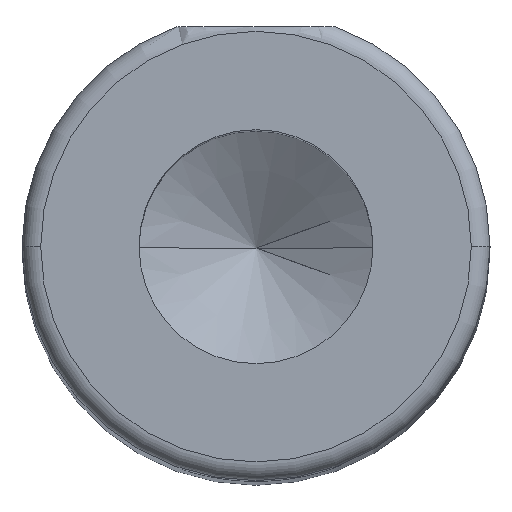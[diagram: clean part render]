
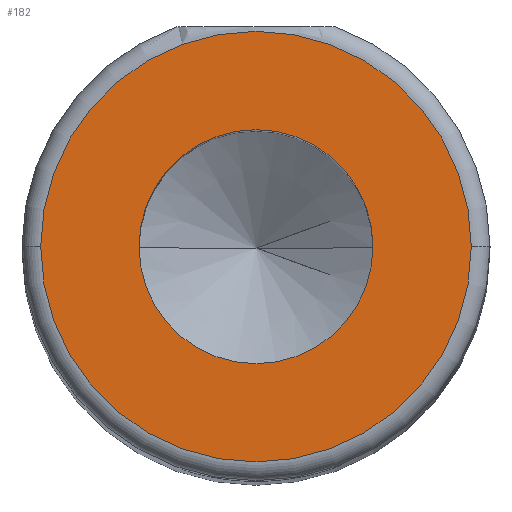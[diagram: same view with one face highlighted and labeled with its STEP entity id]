
A CAD part, top view. The second image highlights one B-rep face of the part: STEP entity #182.
In plain terms, the highlighted planar face has unit normal (0, 0, 1).
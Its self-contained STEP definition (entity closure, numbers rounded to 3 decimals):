
#13 = DIRECTION ( 'NONE',  ( 0., 0., 1. ) ) ;
#36 = VERTEX_POINT ( 'NONE', #448 ) ;
#62 = EDGE_CURVE ( 'NONE', #162, #92, #236, .T. ) ;
#92 = VERTEX_POINT ( 'NONE', #925 ) ;
#103 = DIRECTION ( 'NONE',  ( 0., 0., 1. ) ) ;
#108 = EDGE_CURVE ( 'NONE', #36, #1217, #245, .T. ) ;
#132 = ORIENTED_EDGE ( 'NONE', *, *, #939, .F. ) ;
#156 = DIRECTION ( 'NONE',  ( 0., 0., 1. ) ) ;
#162 = VERTEX_POINT ( 'NONE', #396 ) ;
#182 = ADVANCED_FACE ( 'NONE', ( #1192, #660 ), #765, .T. ) ;
#216 = AXIS2_PLACEMENT_3D ( 'NONE', #597, #13, #694 ) ;
#236 = CIRCLE ( 'NONE', #623, 2.3 ) ;
#245 = CIRCLE ( 'NONE', #443, 1.25 ) ;
#318 = AXIS2_PLACEMENT_3D ( 'NONE', #950, #1155, #582 ) ;
#396 = CARTESIAN_POINT ( 'NONE',  ( 2.3, 0., 15. ) ) ;
#443 = AXIS2_PLACEMENT_3D ( 'NONE', #681, #103, #770 ) ;
#448 = CARTESIAN_POINT ( 'NONE',  ( -1.25, 0., 15. ) ) ;
#475 = AXIS2_PLACEMENT_3D ( 'NONE', #1156, #588, #1245 ) ;
#571 = CIRCLE ( 'NONE', #475, 1.25 ) ;
#582 = DIRECTION ( 'NONE',  ( 1., 0., 0. ) ) ;
#588 = DIRECTION ( 'NONE',  ( 0., 0., 1. ) ) ;
#597 = CARTESIAN_POINT ( 'NONE',  ( 0., 0., 15. ) ) ;
#605 = ORIENTED_EDGE ( 'NONE', *, *, #108, .F. ) ;
#623 = AXIS2_PLACEMENT_3D ( 'NONE', #732, #156, #822 ) ;
#660 = FACE_OUTER_BOUND ( 'NONE', #1242, .T. ) ;
#681 = CARTESIAN_POINT ( 'NONE',  ( 0., 0., 15. ) ) ;
#694 = DIRECTION ( 'NONE',  ( 1., 0., 0. ) ) ;
#732 = CARTESIAN_POINT ( 'NONE',  ( 0., 0., 15. ) ) ;
#765 = PLANE ( 'NONE',  #318 ) ;
#770 = DIRECTION ( 'NONE',  ( 1., 0., 0. ) ) ;
#792 = CIRCLE ( 'NONE', #216, 2.3 ) ;
#822 = DIRECTION ( 'NONE',  ( 1., 0., 0. ) ) ;
#925 = CARTESIAN_POINT ( 'NONE',  ( -2.3, 0., 15. ) ) ;
#939 = EDGE_CURVE ( 'NONE', #1217, #36, #571, .T. ) ;
#940 = ORIENTED_EDGE ( 'NONE', *, *, #62, .T. ) ;
#950 = CARTESIAN_POINT ( 'NONE',  ( 0., 0., 15. ) ) ;
#1017 = EDGE_CURVE ( 'NONE', #92, #162, #792, .T. ) ;
#1044 = ORIENTED_EDGE ( 'NONE', *, *, #1017, .T. ) ;
#1066 = CARTESIAN_POINT ( 'NONE',  ( 1.25, 0., 15. ) ) ;
#1155 = DIRECTION ( 'NONE',  ( 0., 0., 1. ) ) ;
#1156 = CARTESIAN_POINT ( 'NONE',  ( 0., 0., 15. ) ) ;
#1181 = EDGE_LOOP ( 'NONE', ( #132, #605 ) ) ;
#1192 = FACE_BOUND ( 'NONE', #1181, .T. ) ;
#1217 = VERTEX_POINT ( 'NONE', #1066 ) ;
#1242 = EDGE_LOOP ( 'NONE', ( #940, #1044 ) ) ;
#1245 = DIRECTION ( 'NONE',  ( 1., 0., 0. ) ) ;
